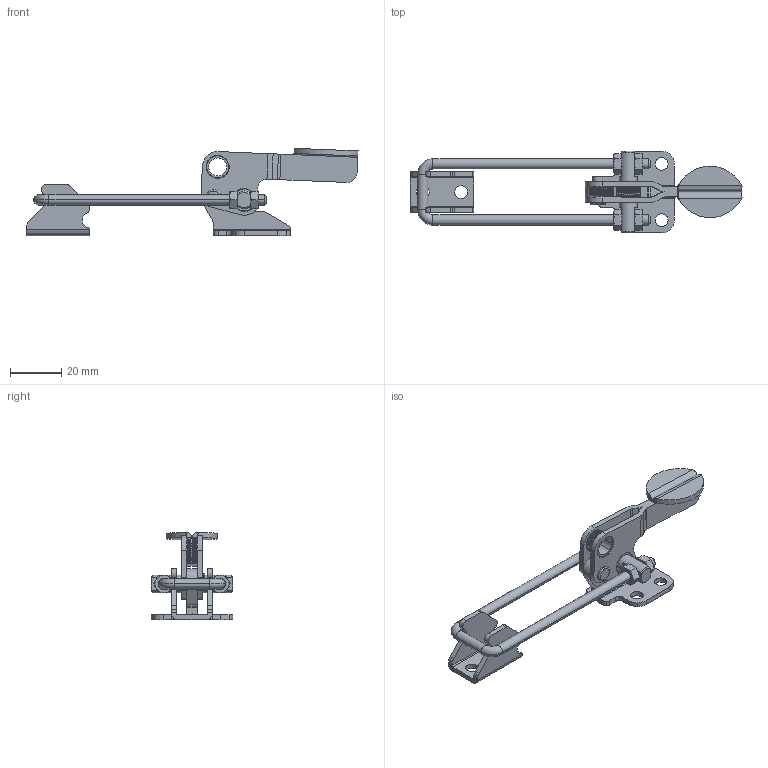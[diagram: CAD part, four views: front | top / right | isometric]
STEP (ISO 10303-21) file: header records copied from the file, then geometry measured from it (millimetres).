
FILE_DESCRIPTION((''),'2;1');
FILE_NAME('401.0.stp','2005-09-01T11:39:47',('CAD'),(''),'Autodesk Inventor 8','Autodesk Inventor 8','');
FILE_SCHEMA(('AUTOMOTIVE_DESIGN { 1 0 10303 214 1 1 1 1 }'));
Length unit declared in the file: millimetre
Products named in the file (1): Part32
Bounding box: 130 x 32 x 34.22 mm (x, y, z)
Volume: 12568.2 mm3; surface area: 13288.4 mm2
Topology: 6 solids, 6 shells, 860 faces, 2941 edges, 1785 vertices
Faces by surface type: cone 310, plane 309, cylinder 160, bspline 75, torus 6
Entity records: 33696 total; most frequent: CARTESIAN_POINT 8856, ORIENTED_EDGE 5878, DIRECTION 5081, EDGE_CURVE 2939, AXIS2_PLACEMENT_3D 1912, VERTEX_POINT 1785, VECTOR 1257, LINE 1257
